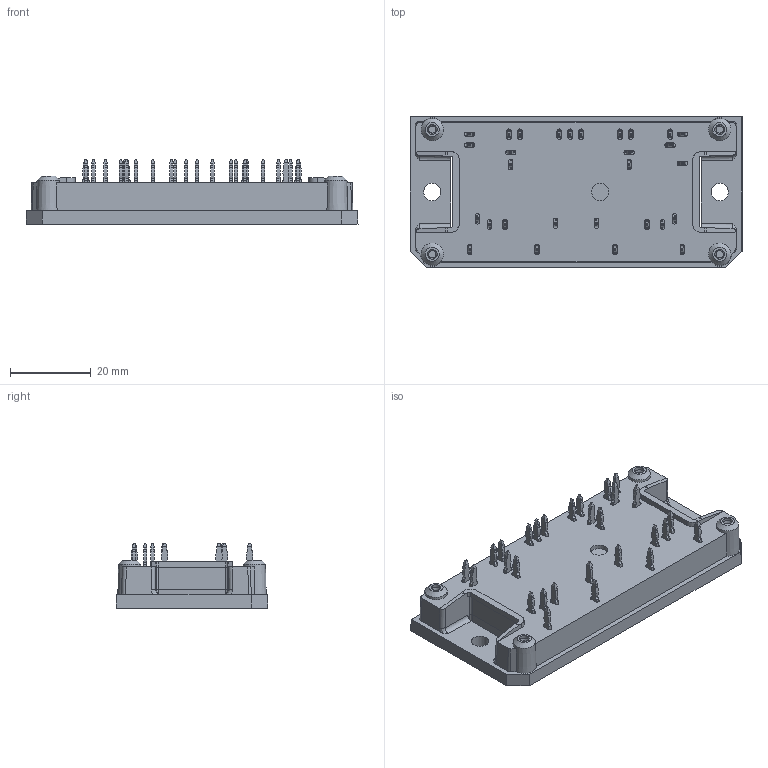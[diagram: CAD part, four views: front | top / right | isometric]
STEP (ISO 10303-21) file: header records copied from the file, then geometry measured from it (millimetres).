
FILE_DESCRIPTION(/* description */ ('Unknown'),/* implementation_level */ '2;1');
FILE_NAME(/* name */ 'Flow1-4T12Y-L860(290)-01-OL',/* time_stamp */ '2020-09-02T09:55:10+02:00',/* author */ ('Unknown'),/* organization */ ('Unknown'),/* preprocessor_version */ 'ST-DEVELOPER v16.7',/* originating_system */ 'Solid Edge',/* authorisation */ 'Unknown');
FILE_SCHEMA (('AUTOMOTIVE_DESIGN {1 0 10303 214 3 1 1}'));
Length unit declared in the file: millimetre
Products named in the file (1): Flow1-4T12Y-L860-OL
Bounding box: 82 x 37.4 x 16.23 mm (x, y, z)
Volume: 25893.9 mm3; surface area: 11420.6 mm2
Topology: 1 solids, 1 shells, 937 faces, 2590 edges, 1719 vertices
Faces by surface type: plane 574, cylinder 343, cone 16, bspline 4
Full cylindrical faces by diameter (mm): 2.4 x4, 4.3 x3
Entity records: 36346 total; most frequent: CARTESIAN_POINT 5294, DIRECTION 5132, ORIENTED_EDGE 5108, EDGE_CURVE 2554, LINE 1820, VECTOR 1820, VERTEX_POINT 1706, AXIS2_PLACEMENT_3D 1656
